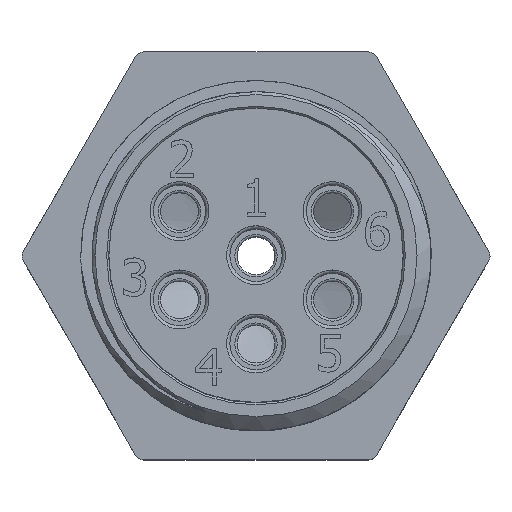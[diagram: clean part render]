
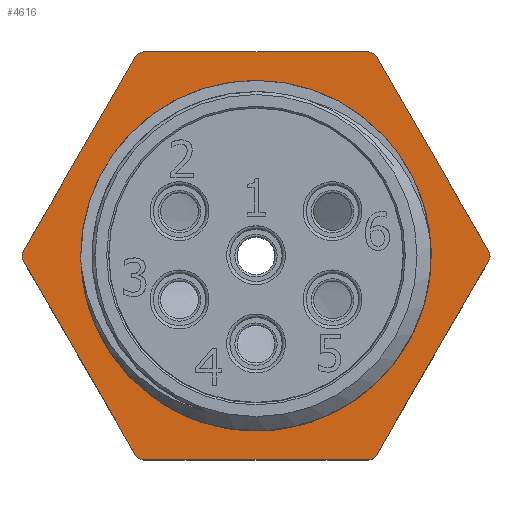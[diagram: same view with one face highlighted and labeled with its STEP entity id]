
A CAD part, top view. The second image highlights one B-rep face of the part: STEP entity #4616.
In plain terms, the highlighted planar face has unit normal (0, 0, 1).
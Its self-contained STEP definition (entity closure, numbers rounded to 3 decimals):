
#205=FACE_BOUND($,#1436,.T.);
#353=CIRCLE($,#4908,0.508);
#375=CIRCLE($,#4941,9.258);
#388=CIRCLE($,#4985,0.508);
#389=CIRCLE($,#4986,0.508);
#390=CIRCLE($,#4987,0.508);
#391=CIRCLE($,#4988,0.508);
#392=CIRCLE($,#4989,0.508);
#1096=FACE_OUTER_BOUND($,#1435,.T.);
#1435=EDGE_LOOP($,(#3488,#3489,#3490,#3491,#3492,#3493,#3494,#3495,#3496,
#3497,#3498,#3499));
#1436=EDGE_LOOP($,(#3500));
#1828=LINE($,#8173,#2057);
#1830=LINE($,#8177,#2059);
#1833=LINE($,#8183,#2062);
#1836=LINE($,#8189,#2065);
#1839=LINE($,#8195,#2068);
#1841=LINE($,#8200,#2070);
#2057=VECTOR($,#5485,12.113);
#2059=VECTOR($,#5489,12.113);
#2062=VECTOR($,#5494,12.113);
#2065=VECTOR($,#5499,12.113);
#2068=VECTOR($,#5504,12.113);
#2070=VECTOR($,#5508,12.113);
#2301=VERTEX_POINT($,#7755);
#2302=VERTEX_POINT($,#7757);
#2324=VERTEX_POINT($,#7813);
#2371=VERTEX_POINT($,#8172);
#2372=VERTEX_POINT($,#8176);
#2373=VERTEX_POINT($,#8180);
#2374=VERTEX_POINT($,#8182);
#2375=VERTEX_POINT($,#8186);
#2376=VERTEX_POINT($,#8188);
#2377=VERTEX_POINT($,#8192);
#2378=VERTEX_POINT($,#8194);
#2379=VERTEX_POINT($,#8198);
#2380=VERTEX_POINT($,#8199);
#2753=EDGE_CURVE($,#2302,#2301,#353,.T.);
#2776=EDGE_CURVE($,#2324,#2324,#375,.T.);
#2828=EDGE_CURVE($,#2301,#2371,#1828,.T.);
#2830=EDGE_CURVE($,#2372,#2302,#1830,.T.);
#2833=EDGE_CURVE($,#2374,#2373,#1833,.T.);
#2836=EDGE_CURVE($,#2376,#2375,#1836,.T.);
#2839=EDGE_CURVE($,#2378,#2377,#1839,.T.);
#2841=EDGE_CURVE($,#2379,#2380,#1841,.T.);
#2844=EDGE_CURVE($,#2371,#2379,#388,.T.);
#2845=EDGE_CURVE($,#2380,#2378,#389,.T.);
#2846=EDGE_CURVE($,#2377,#2376,#390,.T.);
#2847=EDGE_CURVE($,#2375,#2374,#391,.T.);
#2848=EDGE_CURVE($,#2373,#2372,#392,.T.);
#3488=ORIENTED_EDGE($,*,*,#2830,.T.);
#3489=ORIENTED_EDGE($,*,*,#2753,.T.);
#3490=ORIENTED_EDGE($,*,*,#2828,.T.);
#3491=ORIENTED_EDGE($,*,*,#2844,.T.);
#3492=ORIENTED_EDGE($,*,*,#2841,.T.);
#3493=ORIENTED_EDGE($,*,*,#2845,.T.);
#3494=ORIENTED_EDGE($,*,*,#2839,.T.);
#3495=ORIENTED_EDGE($,*,*,#2846,.T.);
#3496=ORIENTED_EDGE($,*,*,#2836,.T.);
#3497=ORIENTED_EDGE($,*,*,#2847,.T.);
#3498=ORIENTED_EDGE($,*,*,#2833,.T.);
#3499=ORIENTED_EDGE($,*,*,#2848,.T.);
#3500=ORIENTED_EDGE($,*,*,#2776,.T.);
#4478=PLANE($,#4984);
#4616=ADVANCED_FACE($,(#1096,#205),#4478,.T.);
#4908=AXIS2_PLACEMENT_3D($,#7758,#5350,#5351);
#4941=AXIS2_PLACEMENT_3D($,#7814,#5417,#5418);
#4984=AXIS2_PLACEMENT_3D($,#8209,#5523,#5524);
#4985=AXIS2_PLACEMENT_3D($,#8210,#5525,#5526);
#4986=AXIS2_PLACEMENT_3D($,#8211,#5527,#5528);
#4987=AXIS2_PLACEMENT_3D($,#8212,#5529,#5530);
#4988=AXIS2_PLACEMENT_3D($,#8213,#5531,#5532);
#4989=AXIS2_PLACEMENT_3D($,#8214,#5533,#5534);
#5350=DIRECTION('center_axis',(0.,0.,1.));
#5351=DIRECTION('ref_axis',(-1.,0.,0.));
#5417=DIRECTION('center_axis',(0.,0.,-1.));
#5418=DIRECTION('ref_axis',(-1.,0.,0.));
#5485=DIRECTION($,(0.5,-0.866,0.));
#5489=DIRECTION($,(-0.5,-0.866,0.));
#5494=DIRECTION($,(-1.,0.,0.));
#5499=DIRECTION($,(-0.5,0.866,0.));
#5504=DIRECTION($,(0.5,0.866,0.));
#5508=DIRECTION($,(1.,0.,0.));
#5523=DIRECTION('center_axis',(0.,0.,1.));
#5524=DIRECTION('ref_axis',(-1.,0.,0.));
#5525=DIRECTION('center_axis',(0.,0.,1.));
#5526=DIRECTION('ref_axis',(-1.,0.,0.));
#5527=DIRECTION('center_axis',(0.,0.,1.));
#5528=DIRECTION('ref_axis',(-1.,0.,0.));
#5529=DIRECTION('center_axis',(0.,0.,1.));
#5530=DIRECTION('ref_axis',(-1.,0.,0.));
#5531=DIRECTION('center_axis',(0.,0.,1.));
#5532=DIRECTION('ref_axis',(-1.,0.,0.));
#5533=DIRECTION('center_axis',(0.,0.,1.));
#5534=DIRECTION('ref_axis',(-1.,0.,0.));
#7755=CARTESIAN_POINT('',(-12.553,-0.254,-9.525));
#7757=CARTESIAN_POINT('',(-12.553,0.254,-9.525));
#7758=CARTESIAN_POINT('Origin',(-12.113,0.,
-9.525));
#7813=CARTESIAN_POINT('',(-9.258,0.,-9.525));
#7814=CARTESIAN_POINT('Origin',(0.,0.,-9.525));
#8172=CARTESIAN_POINT('',(-6.496,-10.744,-9.525));
#8173=CARTESIAN_POINT($,(-12.553,-0.254,-9.525));
#8176=CARTESIAN_POINT('',(-6.496,10.744,-9.525));
#8177=CARTESIAN_POINT($,(-6.496,10.744,-9.525));
#8180=CARTESIAN_POINT('',(-6.057,10.998,-9.525));
#8182=CARTESIAN_POINT('',(6.057,10.998,-9.525));
#8183=CARTESIAN_POINT($,(6.057,10.998,-9.525));
#8186=CARTESIAN_POINT('',(6.496,10.744,-9.525));
#8188=CARTESIAN_POINT('',(12.553,0.254,-9.525));
#8189=CARTESIAN_POINT($,(12.553,0.254,-9.525));
#8192=CARTESIAN_POINT('',(12.553,-0.254,-9.525));
#8194=CARTESIAN_POINT('',(6.496,-10.744,-9.525));
#8195=CARTESIAN_POINT($,(6.496,-10.744,-9.525));
#8198=CARTESIAN_POINT('',(-6.057,-10.998,-9.525));
#8199=CARTESIAN_POINT('',(6.057,-10.998,-9.525));
#8200=CARTESIAN_POINT($,(-6.057,-10.998,-9.525));
#8209=CARTESIAN_POINT('Origin',(0.,0.,-9.525));
#8210=CARTESIAN_POINT('Origin',(-6.057,-10.49,-9.525));
#8211=CARTESIAN_POINT('Origin',(6.057,-10.49,-9.525));
#8212=CARTESIAN_POINT('Origin',(12.113,0.,-9.525));
#8213=CARTESIAN_POINT('Origin',(6.057,10.49,-9.525));
#8214=CARTESIAN_POINT('Origin',(-6.057,10.49,-9.525));
